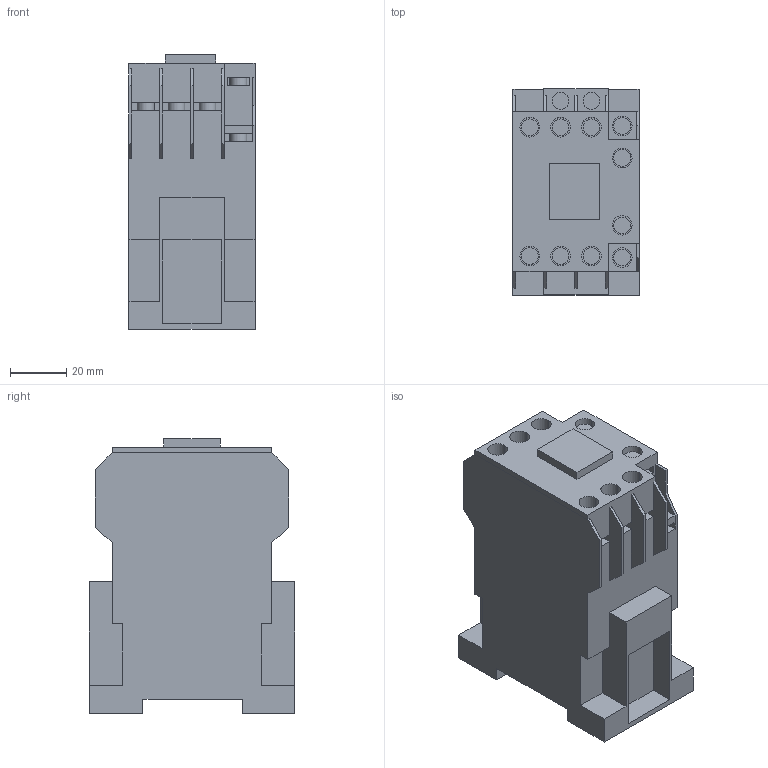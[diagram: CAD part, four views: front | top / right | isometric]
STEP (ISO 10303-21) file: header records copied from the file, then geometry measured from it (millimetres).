
FILE_DESCRIPTION(/* description */ (''),/* implementation_level */ '2;1');
FILE_NAME(/* name */ '416111 v1.step',/* time_stamp */ '2018-06-20T03:42:15+03:00',/* author */ (''),/* organization */ (''),/* preprocessor_version */ 'ST-DEVELOPER v17',/* originating_system */ 'Autodesk Translation Framework v7.1.0.215',/* authorisation */ '');
FILE_SCHEMA (('AUTOMOTIVE_DESIGN { 1 0 10303 214 3 1 1 }'));
Length unit declared in the file: millimetre
Products named in the file (2): 416111; 416111_1
Assembly tree (1 placements, depth 2):
  416111
    416111_1
Bounding box: 45 x 73.5 x 98 mm (x, y, z)
Volume: 235068.6 mm3; surface area: 57396 mm2
Topology: 15 solids, 15 shells, 228 faces, 574 edges, 382 vertices
Faces by surface type: plane 180, cylinder 48
Entity records: 6865 total; most frequent: CARTESIAN_POINT 1187, ORIENTED_EDGE 1148, DIRECTION 1132, EDGE_CURVE 574, LINE 478, VECTOR 478, VERTEX_POINT 382, AXIS2_PLACEMENT_3D 327
